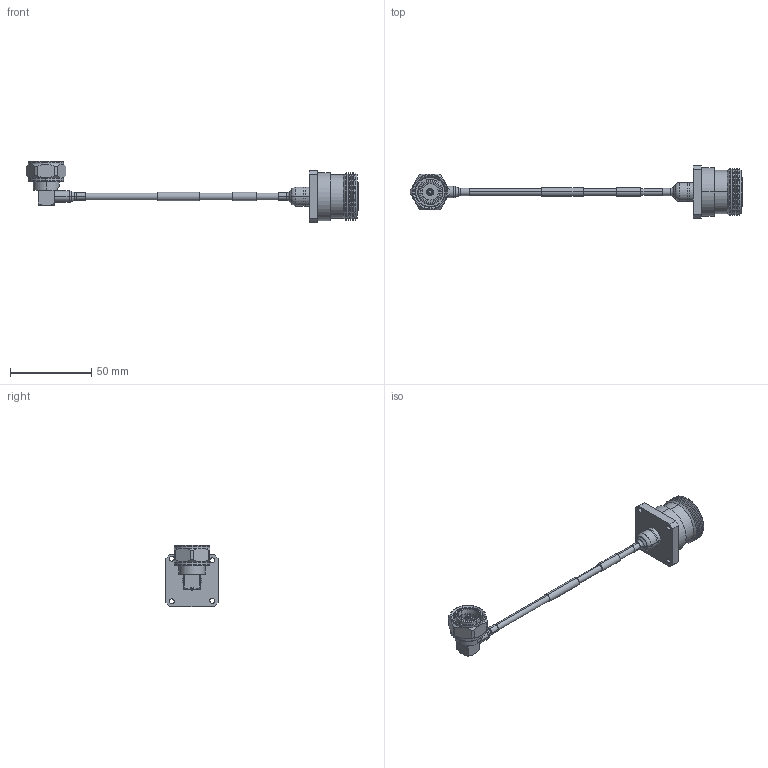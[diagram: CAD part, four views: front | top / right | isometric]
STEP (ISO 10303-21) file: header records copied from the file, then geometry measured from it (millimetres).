
FILE_DESCRIPTION (( 'STEP AP214' ), '1' );
FILE_NAME ('FMCA2489_3D.step', '2024-06-12T21:35:54', ( '' ), ( '' ), 'SwSTEP 2.0', 'SolidWorks 2022', '' );
FILE_SCHEMA (( 'AUTOMOTIVE_DESIGN' ));
Length unit declared in the file: inch
Products named in the file (6): TFT-5G-402^FMCA2489_LABEL PE+FM; HEAT SHRINK^FMCA2489; HEAT SHRINK^FMCA2489_1.5; TC-402-4310M-RA-LP-PE; TC-402-716F-PM-LP-PE; FMCA2489_3D
Assembly tree (5 placements, depth 2):
  FMCA2489_3D
    TFT-5G-402^FMCA2489_LABEL PE+FM
    HEAT SHRINK^FMCA2489
    HEAT SHRINK^FMCA2489_1.5
    TC-402-716F-PM-LP-PE
    TC-402-4310M-RA-LP-PE
Bounding box: 203.97 x 32 x 37.6 mm (x, y, z)
Volume: 25315.7 mm3; surface area: 16983.1 mm2
Topology: 7 solids, 8 shells, 376 faces, 862 edges, 525 vertices
Faces by surface type: cylinder 136, cone 96, plane 94, torus 50
Entity records: 11947 total; most frequent: CARTESIAN_POINT 2797, DIRECTION 2015, ORIENTED_EDGE 1720, EDGE_CURVE 860, AXIS2_PLACEMENT_3D 843, VERTEX_POINT 525, CIRCLE 459, EDGE_LOOP 423
